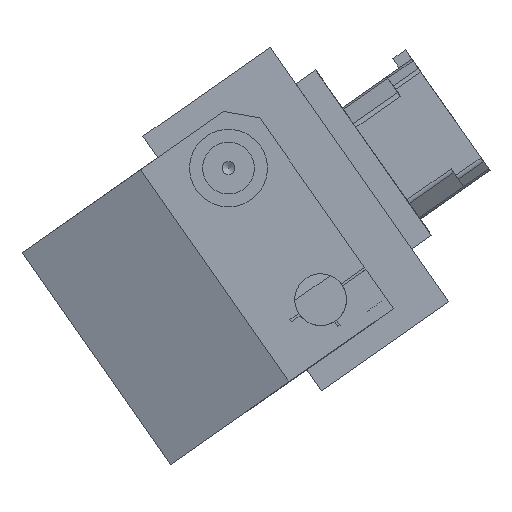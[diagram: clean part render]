
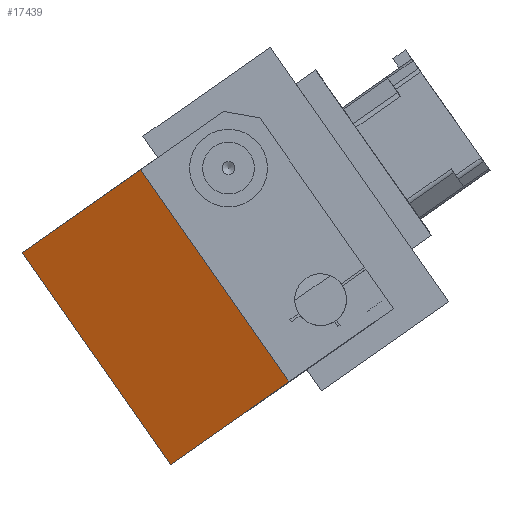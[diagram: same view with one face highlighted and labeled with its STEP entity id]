
A CAD part, front view. The second image highlights one B-rep face of the part: STEP entity #17439.
In plain terms, the highlighted planar face has unit normal (-0.251, -0.952, -0.176).
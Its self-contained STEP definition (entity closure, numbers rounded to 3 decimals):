
#2196=FACE_OUTER_BOUND('',#3371,.T.);
#3371=EDGE_LOOP('',(#14891,#14892,#14893,#14894));
#4928=LINE('',#37211,#6525);
#4941=LINE('',#37239,#6538);
#4946=LINE('',#37246,#6543);
#4954=LINE('',#37268,#6551);
#6525=VECTOR('',#22781,800.);
#6538=VECTOR('',#22802,800.);
#6543=VECTOR('',#22809,800.);
#6551=VECTOR('',#22845,800.);
#8164=VERTEX_POINT('',#37208);
#8165=VERTEX_POINT('',#37210);
#8176=VERTEX_POINT('',#37238);
#8177=VERTEX_POINT('',#37244);
#10445=EDGE_CURVE('',#8165,#8164,#4928,.T.);
#10460=EDGE_CURVE('',#8165,#8176,#4941,.T.);
#10465=EDGE_CURVE('',#8164,#8177,#4946,.T.);
#10473=EDGE_CURVE('',#8176,#8177,#4954,.T.);
#14891=ORIENTED_EDGE('',*,*,#10465,.T.);
#14892=ORIENTED_EDGE('',*,*,#10473,.F.);
#14893=ORIENTED_EDGE('',*,*,#10460,.F.);
#14894=ORIENTED_EDGE('',*,*,#10445,.T.);
#16415=PLANE('',#18865);
#17439=ADVANCED_FACE('',(#2196),#16415,.F.);
#18865=AXIS2_PLACEMENT_3D('',#37269,#22846,#22847);
#22781=DIRECTION('',(-0.574,0.,0.819));
#22802=DIRECTION('',(-0.78,0.306,-0.546));
#22809=DIRECTION('',(-0.78,0.306,-0.546));
#22845=DIRECTION('',(-0.574,0.,0.819));
#22846=DIRECTION('center_axis',(0.251,0.952,0.176));
#22847=DIRECTION('ref_axis',(0.78,-0.306,0.546));
#37208=CARTESIAN_POINT('',(-572.163,-246.025,208.72));
#37210=CARTESIAN_POINT('',(-526.277,-246.025,143.188));
#37211=CARTESIAN_POINT('',(-526.277,-246.025,143.188));
#37238=CARTESIAN_POINT('',(-562.815,-231.663,117.604));
#37239=CARTESIAN_POINT('',(-526.277,-246.025,143.188));
#37244=CARTESIAN_POINT('',(-608.701,-231.663,183.136));
#37246=CARTESIAN_POINT('',(-572.163,-246.025,208.72));
#37268=CARTESIAN_POINT('',(-562.815,-231.663,117.604));
#37269=CARTESIAN_POINT('Origin',(-526.277,-246.025,143.188));
